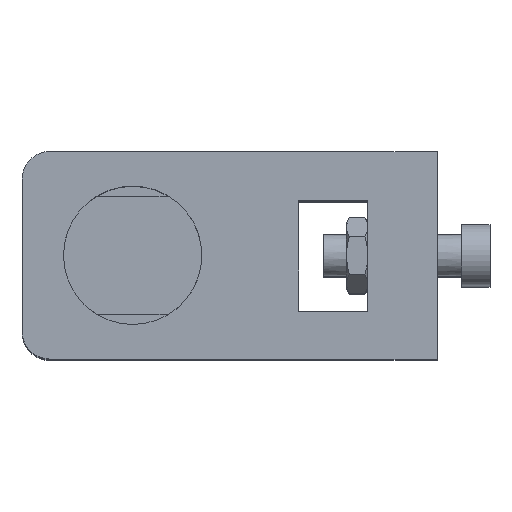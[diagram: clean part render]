
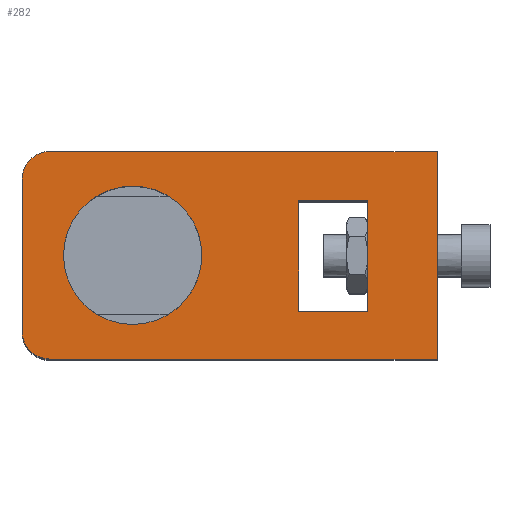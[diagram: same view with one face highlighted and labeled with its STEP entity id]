
A CAD part, top view. The second image highlights one B-rep face of the part: STEP entity #282.
In plain terms, the highlighted planar face has unit normal (0, 0, 1).
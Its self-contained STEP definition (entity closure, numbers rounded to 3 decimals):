
#282=ADVANCED_FACE('',(#538,#539,#540),#541,.T.);
#538=FACE_BOUND('',#827,.T.);
#539=FACE_OUTER_BOUND('',#828,.T.);
#540=FACE_BOUND('',#829,.T.);
#541=PLANE('',#830);
#827=EDGE_LOOP('',(#1153));
#828=EDGE_LOOP('',(#1154,#1155,#1156,#1157,#1158,#1159));
#829=EDGE_LOOP('',(#1160,#1161,#1162,#1163));
#830=AXIS2_PLACEMENT_3D('',#1164,#1165,#1166);
#1153=ORIENTED_EDGE('',*,*,#1793,.F.);
#1154=ORIENTED_EDGE('',*,*,#1794,.T.);
#1155=ORIENTED_EDGE('',*,*,#1795,.T.);
#1156=ORIENTED_EDGE('',*,*,#1780,.T.);
#1157=ORIENTED_EDGE('',*,*,#1773,.T.);
#1158=ORIENTED_EDGE('',*,*,#1778,.T.);
#1159=ORIENTED_EDGE('',*,*,#1796,.T.);
#1160=ORIENTED_EDGE('',*,*,#1797,.F.);
#1161=ORIENTED_EDGE('',*,*,#1798,.F.);
#1162=ORIENTED_EDGE('',*,*,#1799,.F.);
#1163=ORIENTED_EDGE('',*,*,#1800,.F.);
#1164=CARTESIAN_POINT('',(-37.741,27.234,-9.82));
#1165=DIRECTION('',(0.0,0.0,1.0));
#1166=DIRECTION('',(1.0,0.0,0.0));
#1773=EDGE_CURVE('',#2053,#2051,#2054,.T.);
#1778=EDGE_CURVE('',#2051,#2059,#2061,.T.);
#1780=EDGE_CURVE('',#2063,#2053,#2064,.T.);
#1793=EDGE_CURVE('',#2085,#2085,#2086,.T.);
#1794=EDGE_CURVE('',#2087,#2088,#2089,.T.);
#1795=EDGE_CURVE('',#2088,#2063,#2090,.T.);
#1796=EDGE_CURVE('',#2059,#2087,#2091,.T.);
#1797=EDGE_CURVE('',#2092,#2093,#2094,.T.);
#1798=EDGE_CURVE('',#2095,#2092,#2096,.T.);
#1799=EDGE_CURVE('',#2097,#2095,#2098,.T.);
#1800=EDGE_CURVE('',#2093,#2097,#2099,.T.);
#2051=VERTEX_POINT('',#2446);
#2053=VERTEX_POINT('',#2449);
#2054=LINE('',#2450,#2451);
#2059=VERTEX_POINT('',#2458);
#2061=LINE('',#2461,#2462);
#2063=VERTEX_POINT('',#2464);
#2064=LINE('',#2465,#2466);
#2085=VERTEX_POINT('',#2494);
#2086=CIRCLE('',#2495,5.0);
#2087=VERTEX_POINT('',#2496);
#2088=VERTEX_POINT('',#2497);
#2089=LINE('',#2498,#2499);
#2090=CIRCLE('',#2500,2.0);
#2091=CIRCLE('',#2501,2.0);
#2092=VERTEX_POINT('',#2502);
#2093=VERTEX_POINT('',#2503);
#2094=LINE('',#2504,#2505);
#2095=VERTEX_POINT('',#2506);
#2096=LINE('',#2507,#2508);
#2097=VERTEX_POINT('',#2509);
#2098=LINE('',#2510,#2511);
#2099=LINE('',#2512,#2513);
#2446=CARTESIAN_POINT('',(-7.741,42.234,-9.82));
#2449=CARTESIAN_POINT('',(-7.741,27.234,-9.82));
#2450=CARTESIAN_POINT('',(-7.741,27.234,-9.82));
#2451=VECTOR('',#3023,1.0);
#2458=CARTESIAN_POINT('',(-35.741,42.234,-9.82));
#2461=CARTESIAN_POINT('',(-7.741,42.234,-9.82));
#2462=VECTOR('',#3027,1.0);
#2464=CARTESIAN_POINT('',(-35.741,27.234,-9.82));
#2465=CARTESIAN_POINT('',(-37.741,27.234,-9.82));
#2466=VECTOR('',#3028,1.0);
#2494=CARTESIAN_POINT('',(-24.741,34.734,-9.82));
#2495=AXIS2_PLACEMENT_3D('',#3045,#3046,#3047);
#2496=CARTESIAN_POINT('',(-37.741,40.234,-9.82));
#2497=CARTESIAN_POINT('',(-37.741,29.234,-9.82));
#2498=CARTESIAN_POINT('',(-37.741,42.234,-9.82));
#2499=VECTOR('',#3048,1.0);
#2500=AXIS2_PLACEMENT_3D('',#3049,#3050,#3051);
#2501=AXIS2_PLACEMENT_3D('',#3052,#3053,#3054);
#2502=CARTESIAN_POINT('',(-17.741,30.688,-9.82));
#2503=CARTESIAN_POINT('',(-12.741,30.688,-9.82));
#2504=CARTESIAN_POINT('',(-17.741,30.688,-9.82));
#2505=VECTOR('',#3055,1.0);
#2506=CARTESIAN_POINT('',(-17.741,38.688,-9.82));
#2507=CARTESIAN_POINT('',(-17.741,38.688,-9.82));
#2508=VECTOR('',#3056,1.0);
#2509=CARTESIAN_POINT('',(-12.741,38.688,-9.82));
#2510=CARTESIAN_POINT('',(-12.741,38.688,-9.82));
#2511=VECTOR('',#3057,1.0);
#2512=CARTESIAN_POINT('',(-12.741,30.688,-9.82));
#2513=VECTOR('',#3058,1.0);
#3023=DIRECTION('',(0.0,1.0,0.0));
#3027=DIRECTION('',(-1.0,0.0,0.0));
#3028=DIRECTION('',(1.0,0.0,0.0));
#3045=CARTESIAN_POINT('',(-29.741,34.734,-9.82));
#3046=DIRECTION('',(0.0,0.0,1.0));
#3047=DIRECTION('',(1.0,0.0,0.0));
#3048=DIRECTION('',(0.0,-1.0,0.0));
#3049=CARTESIAN_POINT('',(-35.741,29.234,-9.82));
#3050=DIRECTION('',(0.0,0.0,1.0));
#3051=DIRECTION('',(1.0,0.0,0.0));
#3052=CARTESIAN_POINT('',(-35.741,40.234,-9.82));
#3053=DIRECTION('',(0.0,0.0,1.0));
#3054=DIRECTION('',(1.0,0.0,0.0));
#3055=DIRECTION('',(1.0,0.0,0.0));
#3056=DIRECTION('',(0.0,-1.0,0.0));
#3057=DIRECTION('',(-1.0,0.0,0.0));
#3058=DIRECTION('',(0.0,1.0,0.0));
